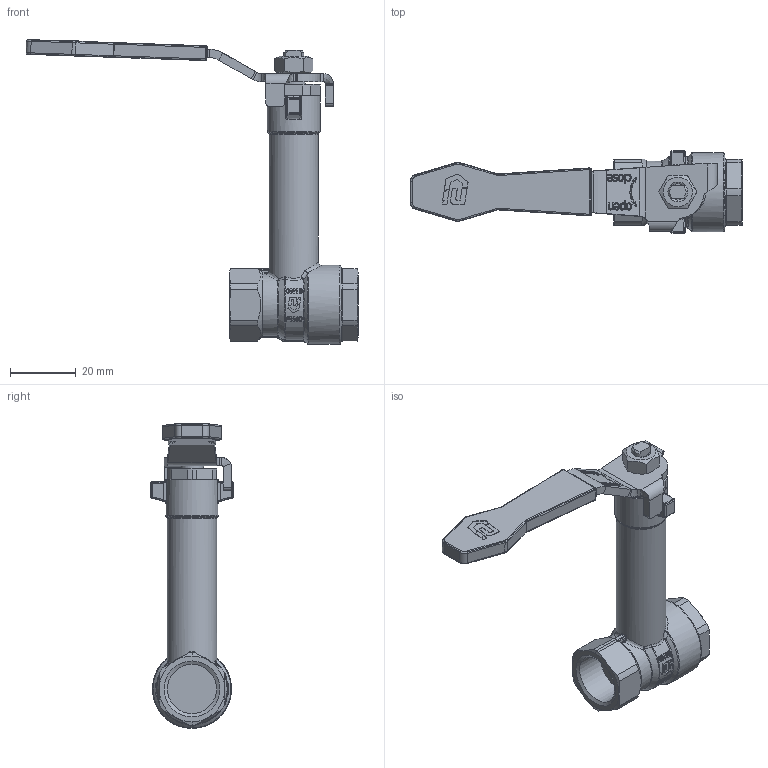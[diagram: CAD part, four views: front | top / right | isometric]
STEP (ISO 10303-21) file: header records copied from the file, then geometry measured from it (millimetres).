
FILE_DESCRIPTION(('HOOPS Exchange Step'),'2;1');
FILE_NAME('GK11_DN10.stp','2025-12-04T13:39:52+01:00',('nieru'),('Unknown organisation'),'HOOPS Exchange 2024.2','HOOPS Exchange','Unknown authorisation');
FILE_SCHEMA( ('AP203_CONFIGURATION_CONTROLLED_3D_DESIGN_OF_MECHANICAL_PARTS_AND_ASSEMBLIES_MIM_LF') );
Length unit declared in the file: millimetre
Products named in the file (2): 0; root
Assembly tree (1 placements, depth 2):
  root
    0
Bounding box: 100.85 x 25 x 92.61 mm (x, y, z)
Volume: 27071.6 mm3; surface area: 11283.3 mm2
Topology: 1 solids, 1 shells, 1008 faces, 2663 edges, 1703 vertices
Faces by surface type: bspline 357, plane 312, cylinder 205, cone 57, torus 47, sphere 30
Full cylindrical faces by diameter (mm): 7 x1, 14.95 x1, 14.955 x1, 15 x1, 16 x1, 24 x1
Entity records: 39897 total; most frequent: CARTESIAN_POINT 18047, ORIENTED_EDGE 5306, DIRECTION 3146, EDGE_CURVE 2653, VERTEX_POINT 1703, B_SPLINE_CURVE_WITH_KNOTS 1182, AXIS2_PLACEMENT_3D 1143, EDGE_LOOP 1064
